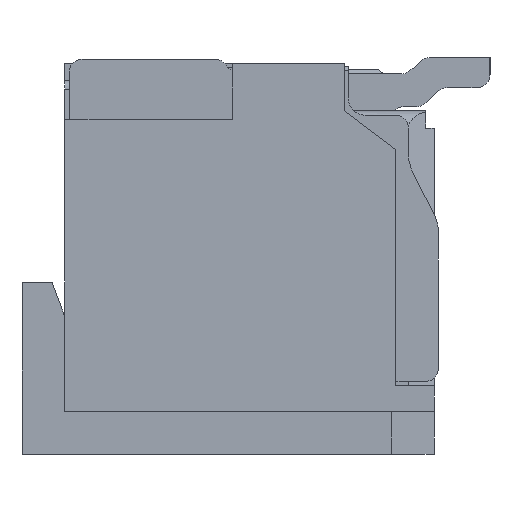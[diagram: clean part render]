
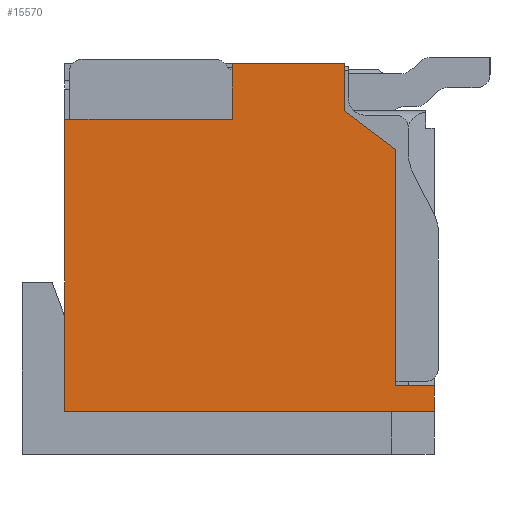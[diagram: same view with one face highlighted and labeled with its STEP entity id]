
A CAD part, left-side view. The second image highlights one B-rep face of the part: STEP entity #15570.
In plain terms, the highlighted planar face has unit normal (-1, 0, 0).
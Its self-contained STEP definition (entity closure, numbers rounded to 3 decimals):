
#1=DIRECTION('',(0.,-0.8,-0.6));
#2=VECTOR('',#1,0.75);
#3=CARTESIAN_POINT('',(-6.625,-1.1,1.475));
#4=LINE('',#3,#2);
#15=DIRECTION('',(0.,0.,-1.));
#16=VECTOR('',#15,0.65);
#17=CARTESIAN_POINT('',(-6.625,0.2,2.025));
#18=LINE('',#17,#16);
#23=DIRECTION('',(0.,1.,0.));
#24=VECTOR('',#23,1.95);
#25=CARTESIAN_POINT('',(-6.625,0.2,1.375));
#26=LINE('',#25,#24);
#67=DIRECTION('',(0.,0.,-1.));
#68=VECTOR('',#67,3.4);
#69=CARTESIAN_POINT('',(-6.625,2.15,1.375));
#70=LINE('',#69,#68);
#98=DIRECTION('',(0.,-1.,0.));
#99=VECTOR('',#98,4.3);
#100=CARTESIAN_POINT('',(-6.625,2.15,-2.025));
#101=LINE('',#100,#99);
#7055=DIRECTION('',(0.,0.,1.));
#7056=VECTOR('',#7055,0.3);
#7057=CARTESIAN_POINT('',(-6.625,-2.15,-2.025));
#7058=LINE('',#7057,#7056);
#9614=DIRECTION('',(0.,1.,0.));
#9615=VECTOR('',#9614,0.45);
#9616=CARTESIAN_POINT('',(-6.625,-2.15,-1.725));
#9617=LINE('',#9616,#9615);
#10180=DIRECTION('',(0.,0.,1.));
#10181=VECTOR('',#10180,2.75);
#10182=CARTESIAN_POINT('',(-6.625,-1.7,-1.725));
#10183=LINE('',#10182,#10181);
#10213=DIRECTION('',(0.,0.,1.));
#10214=VECTOR('',#10213,0.55);
#10215=CARTESIAN_POINT('',(-6.625,-1.1,1.475));
#10216=LINE('',#10215,#10214);
#10252=DIRECTION('',(0.,1.,0.));
#10253=VECTOR('',#10252,1.3);
#10254=CARTESIAN_POINT('',(-6.625,-1.1,2.025));
#10255=LINE('',#10254,#10253);
#11957=CARTESIAN_POINT('',(-6.625,0.2,2.025));
#11958=CARTESIAN_POINT('',(-6.625,0.2,1.375));
#11959=VERTEX_POINT('',#11957);
#11960=VERTEX_POINT('',#11958);
#11961=CARTESIAN_POINT('',(-6.625,-1.1,2.025));
#11962=VERTEX_POINT('',#11961);
#11963=CARTESIAN_POINT('',(-6.625,-1.1,1.475));
#11964=VERTEX_POINT('',#11963);
#11965=CARTESIAN_POINT('',(-6.625,-1.7,1.025));
#11966=VERTEX_POINT('',#11965);
#11967=CARTESIAN_POINT('',(-6.625,-1.7,-1.725));
#11968=VERTEX_POINT('',#11967);
#11969=CARTESIAN_POINT('',(-6.625,-2.15,-1.725));
#11970=VERTEX_POINT('',#11969);
#11971=CARTESIAN_POINT('',(-6.625,-2.15,-2.025));
#11972=VERTEX_POINT('',#11971);
#11973=CARTESIAN_POINT('',(-6.625,2.15,-2.025));
#11974=VERTEX_POINT('',#11973);
#11975=CARTESIAN_POINT('',(-6.625,2.15,1.375));
#11976=VERTEX_POINT('',#11975);
#15543=CARTESIAN_POINT('',(-6.625,0.,0.));
#15544=DIRECTION('',(1.,0.,0.));
#15545=DIRECTION('',(0.,-1.,0.));
#15546=AXIS2_PLACEMENT_3D('',#15543,#15544,#15545);
#15547=PLANE('',#15546);
#15549=ORIENTED_EDGE('',*,*,#15548,.F.);
#15551=ORIENTED_EDGE('',*,*,#15550,.F.);
#15553=ORIENTED_EDGE('',*,*,#15552,.F.);
#15555=ORIENTED_EDGE('',*,*,#15554,.T.);
#15557=ORIENTED_EDGE('',*,*,#15556,.F.);
#15559=ORIENTED_EDGE('',*,*,#15558,.F.);
#15561=ORIENTED_EDGE('',*,*,#15560,.F.);
#15563=ORIENTED_EDGE('',*,*,#15562,.F.);
#15565=ORIENTED_EDGE('',*,*,#15564,.F.);
#15567=ORIENTED_EDGE('',*,*,#15566,.F.);
#15568=EDGE_LOOP('',(#15549,#15551,#15553,#15555,#15557,#15559,#15561,#15563,
#15565,#15567));
#15569=FACE_OUTER_BOUND('',#15568,.F.);
#15570=ADVANCED_FACE('',(#15569),#15547,.F.);
#15548=EDGE_CURVE('',#11959,#11960,#18,.T.);
#15550=EDGE_CURVE('',#11962,#11959,#10255,.T.);
#15552=EDGE_CURVE('',#11964,#11962,#10216,.T.);
#15554=EDGE_CURVE('',#11964,#11966,#4,.T.);
#15556=EDGE_CURVE('',#11968,#11966,#10183,.T.);
#15558=EDGE_CURVE('',#11970,#11968,#9617,.T.);
#15560=EDGE_CURVE('',#11972,#11970,#7058,.T.);
#15562=EDGE_CURVE('',#11974,#11972,#101,.T.);
#15564=EDGE_CURVE('',#11976,#11974,#70,.T.);
#15566=EDGE_CURVE('',#11960,#11976,#26,.T.);
